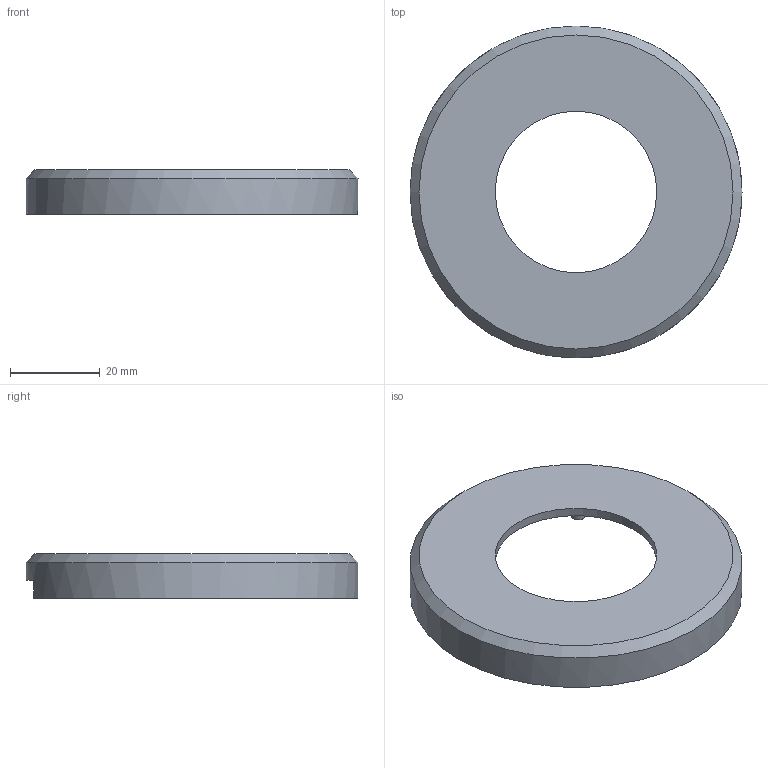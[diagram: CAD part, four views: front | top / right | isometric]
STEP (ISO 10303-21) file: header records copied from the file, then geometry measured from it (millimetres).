
FILE_DESCRIPTION(/* description */ (''),/* implementation_level */ '2;1');
FILE_NAME(/* name */ '',/* time_stamp */ '2024-08-06T20:04:18+08:00',/* author */ (''),/* organization */ (''),/* preprocessor_version */ 'ST-DEVELOPER v20',/* originating_system */ 'Autodesk Translation Framework v13.14.0.145',/* authorisation */ '');
FILE_SCHEMA (('AUTOMOTIVE_DESIGN { 1 0 10303 214 3 1 1 }'));
Length unit declared in the file: millimetre
Products named in the file (1): 3D_Board_Main_2024-08-05
Bounding box: 74 x 74 x 10 mm (x, y, z)
Volume: 9191.4 mm3; surface area: 10561.1 mm2
Topology: 1 solids, 1 shells, 27 faces, 47 edges, 31 vertices
Faces by surface type: plane 14, cylinder 12, cone 1
Full cylindrical faces by diameter (mm): 1.623 x4, 3 x4, 36 x1, 70 x1, 74 x1
Entity records: 697 total; most frequent: DIRECTION 130, CARTESIAN_POINT 106, ORIENTED_EDGE 94, AXIS2_PLACEMENT_3D 55, EDGE_CURVE 47, EDGE_LOOP 38, VERTEX_POINT 31, CIRCLE 27
